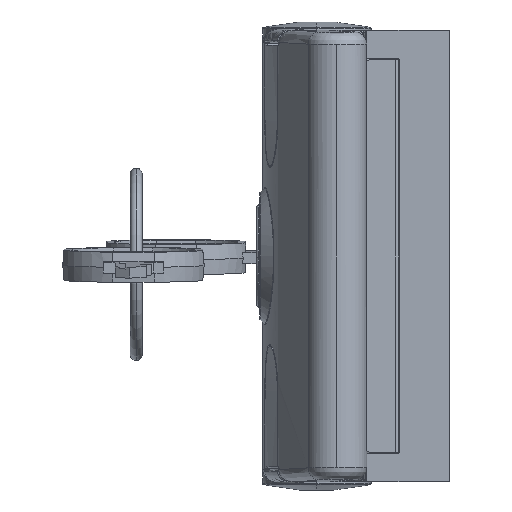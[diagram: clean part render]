
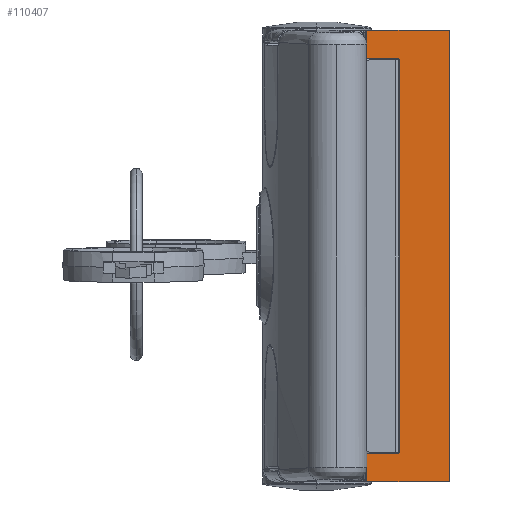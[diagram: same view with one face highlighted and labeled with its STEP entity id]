
A CAD part, left-side view. The second image highlights one B-rep face of the part: STEP entity #110407.
In plain terms, the highlighted face is planar.
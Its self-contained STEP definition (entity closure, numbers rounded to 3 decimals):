
#1130 = DIRECTION ( 'NONE',  ( 0., -1., 0. ) ) ;
#5084 = EDGE_CURVE ( 'NONE', #42750, #71568, #75732, .T. ) ;
#5531 = LINE ( 'NONE', #38887, #79073 ) ;
#6139 = ORIENTED_EDGE ( 'NONE', *, *, #23159, .T. ) ;
#6219 = EDGE_CURVE ( 'NONE', #54611, #102209, #91862, .T. ) ;
#6768 = ORIENTED_EDGE ( 'NONE', *, *, #5084, .T. ) ;
#15379 = VECTOR ( 'NONE', #102261, 1000. ) ;
#18227 = CARTESIAN_POINT ( 'NONE',  ( 31.2, 13.7, -18.25 ) ) ;
#22408 = DIRECTION ( 'NONE',  ( 0., 0., 1. ) ) ;
#23159 = EDGE_CURVE ( 'NONE', #121635, #116763, #39763, .T. ) ;
#23267 = VERTEX_POINT ( 'NONE', #119915 ) ;
#25486 = CARTESIAN_POINT ( 'NONE',  ( -31.2, 13.7, -18.25 ) ) ;
#29954 = CARTESIAN_POINT ( 'NONE',  ( 37.5, 32., -18.25 ) ) ;
#29967 = ORIENTED_EDGE ( 'NONE', *, *, #86051, .T. ) ;
#30028 = VECTOR ( 'NONE', #113456, 1000. ) ;
#30792 = EDGE_CURVE ( 'NONE', #121635, #71568, #49860, .T. ) ;
#32981 = LINE ( 'NONE', #46442, #30028 ) ;
#33342 = CARTESIAN_POINT ( 'NONE',  ( -31.2, 21.4, -18.25 ) ) ;
#35130 = DIRECTION ( 'NONE',  ( 0., -1., 0. ) ) ;
#38887 = CARTESIAN_POINT ( 'NONE',  ( -31.2, 32., -18.25 ) ) ;
#39581 = DIRECTION ( 'NONE',  ( 0., -1., 0. ) ) ;
#39763 = LINE ( 'NONE', #76898, #113216 ) ;
#42750 = VERTEX_POINT ( 'NONE', #96470 ) ;
#46442 = CARTESIAN_POINT ( 'NONE',  ( 31.5, 21.4, -18.25 ) ) ;
#49453 = VECTOR ( 'NONE', #39581, 1000. ) ;
#49860 = LINE ( 'NONE', #73297, #87355 ) ;
#50230 = VECTOR ( 'NONE', #51472, 1000. ) ;
#51472 = DIRECTION ( 'NONE',  ( -1., 0., 0. ) ) ;
#54611 = VERTEX_POINT ( 'NONE', #18227 ) ;
#55792 = ORIENTED_EDGE ( 'NONE', *, *, #103087, .T. ) ;
#58620 = CARTESIAN_POINT ( 'NONE',  ( 31.2, 32., -18.25 ) ) ;
#60838 = VECTOR ( 'NONE', #1130, 1000. ) ;
#68088 = DIRECTION ( 'NONE',  ( 1., 0., 0. ) ) ;
#68274 = CARTESIAN_POINT ( 'NONE',  ( 37.5, 13.7, -18.25 ) ) ;
#71568 = VERTEX_POINT ( 'NONE', #116731 ) ;
#73297 = CARTESIAN_POINT ( 'NONE',  ( -37.5, 32., -18.25 ) ) ;
#75732 = LINE ( 'NONE', #82409, #50230 ) ;
#76898 = CARTESIAN_POINT ( 'NONE',  ( -31.5, 13.7, -18.25 ) ) ;
#77123 = EDGE_LOOP ( 'NONE', ( #109050, #6139, #29967, #114154, #55792, #87905, #122132, #6768 ) ) ;
#77412 = DIRECTION ( 'NONE',  ( 0., 1., 0. ) ) ;
#79073 = VECTOR ( 'NONE', #77412, 1000. ) ;
#80921 = AXIS2_PLACEMENT_3D ( 'NONE', #117977, #22408, #89471 ) ;
#81939 = CARTESIAN_POINT ( 'NONE',  ( -37.5, 13.7, -18.25 ) ) ;
#82409 = CARTESIAN_POINT ( 'NONE',  ( -37.5, 0., -18.25 ) ) ;
#83910 = LINE ( 'NONE', #29954, #49453 ) ;
#86051 = EDGE_CURVE ( 'NONE', #116763, #94730, #5531, .T. ) ;
#87355 = VECTOR ( 'NONE', #35130, 1000. ) ;
#87905 = ORIENTED_EDGE ( 'NONE', *, *, #6219, .T. ) ;
#89471 = DIRECTION ( 'NONE',  ( 1., 0., 0. ) ) ;
#91844 = EDGE_CURVE ( 'NONE', #102209, #42750, #83910, .T. ) ;
#91862 = LINE ( 'NONE', #111865, #15379 ) ;
#94730 = VERTEX_POINT ( 'NONE', #33342 ) ;
#96470 = CARTESIAN_POINT ( 'NONE',  ( 37.5, 0., -18.25 ) ) ;
#97760 = EDGE_CURVE ( 'NONE', #94730, #23267, #32981, .T. ) ;
#102209 = VERTEX_POINT ( 'NONE', #68274 ) ;
#102261 = DIRECTION ( 'NONE',  ( 1., 0., 0. ) ) ;
#103087 = EDGE_CURVE ( 'NONE', #23267, #54611, #108751, .T. ) ;
#107931 = PLANE ( 'NONE',  #80921 ) ;
#108751 = LINE ( 'NONE', #58620, #60838 ) ;
#109050 = ORIENTED_EDGE ( 'NONE', *, *, #30792, .F. ) ;
#110407 = ADVANCED_FACE ( 'NONE', ( #112808 ), #107931, .F. ) ;
#111865 = CARTESIAN_POINT ( 'NONE',  ( 37.5, 13.7, -18.25 ) ) ;
#112808 = FACE_OUTER_BOUND ( 'NONE', #77123, .T. ) ;
#113216 = VECTOR ( 'NONE', #68088, 1000. ) ;
#113456 = DIRECTION ( 'NONE',  ( 1., 0., 0. ) ) ;
#114154 = ORIENTED_EDGE ( 'NONE', *, *, #97760, .T. ) ;
#116731 = CARTESIAN_POINT ( 'NONE',  ( -37.5, 0., -18.25 ) ) ;
#116763 = VERTEX_POINT ( 'NONE', #25486 ) ;
#117977 = CARTESIAN_POINT ( 'NONE',  ( -37.5, 32., -18.25 ) ) ;
#119915 = CARTESIAN_POINT ( 'NONE',  ( 31.2, 21.4, -18.25 ) ) ;
#121635 = VERTEX_POINT ( 'NONE', #81939 ) ;
#122132 = ORIENTED_EDGE ( 'NONE', *, *, #91844, .T. ) ;
